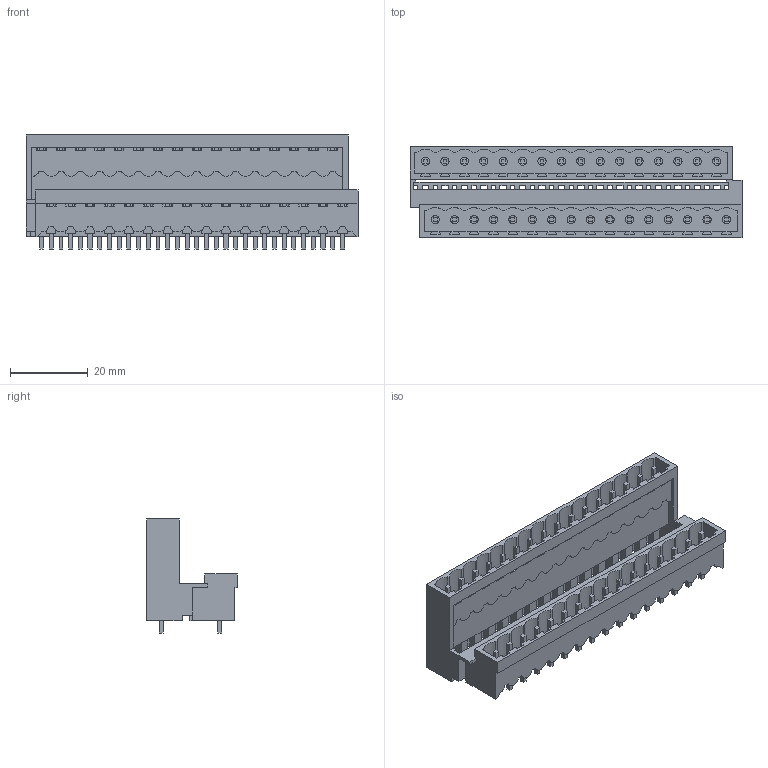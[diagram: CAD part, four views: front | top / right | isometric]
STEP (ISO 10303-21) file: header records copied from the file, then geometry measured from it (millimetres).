
FILE_DESCRIPTION(('CATIA V5 STEP Exchange','CAx-IF Rec.Pracs.--- Model Styling and Organization---1.2---2011-12-15'),'2;1');
FILE_NAME ('D1458347_0_1882800000_1882800000.stp','2018-03-29T10:32:26+00:00',('none'),('Weidmueller'),'CATIA Version 5-6 Release 2014','CATIA V5 STEP AP214','none');
FILE_SCHEMA(('AUTOMOTIVE_DESIGN { 1 0 10303 214 1 1 1 1 }'));
Length unit declared in the file: millimetre
Products named in the file (1): 1882800000
Bounding box: 85.5 x 23.43 x 29.36 mm (x, y, z)
Volume: 13342.4 mm3; surface area: 22229.7 mm2
Topology: 33 solids, 33 shells, 1183 faces, 3995 edges, 2813 vertices
Faces by surface type: plane 1053, cylinder 128, extrusion 2
Entity records: 42864 total; most frequent: ORIENTED_EDGE 7990, CARTESIAN_POINT 7869, DIRECTION 5632, EDGE_CURVE 3995, VECTOR 3399, LINE 3397, VERTEX_POINT 2813, AXIS2_PLACEMENT_3D 1398
